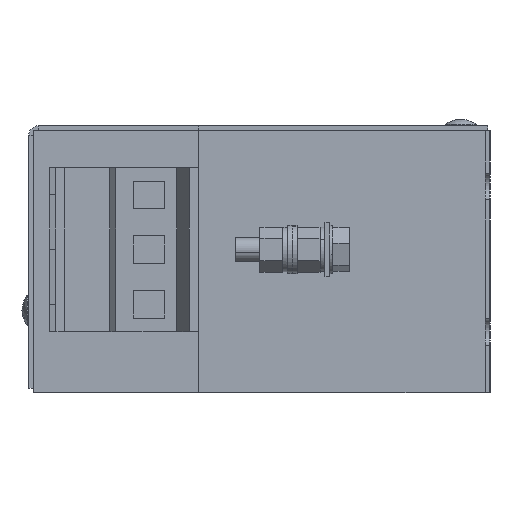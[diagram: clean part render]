
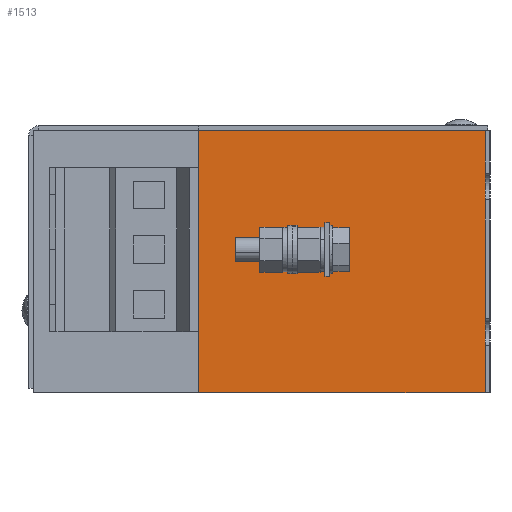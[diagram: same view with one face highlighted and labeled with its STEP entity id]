
A CAD part, left-side view. The second image highlights one B-rep face of the part: STEP entity #1513.
In plain terms, the highlighted planar face has unit normal (-1, 0, 0).
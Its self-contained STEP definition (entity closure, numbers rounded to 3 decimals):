
#83 = CARTESIAN_POINT ( 'NONE',  ( -120., 0., -27. ) ) ;
#95 = VERTEX_POINT ( 'NONE', #4735 ) ;
#137 = CARTESIAN_POINT ( 'NONE',  ( -120., 59., -27. ) ) ;
#341 = VERTEX_POINT ( 'NONE', #6646 ) ;
#510 = VECTOR ( 'NONE', #4694, 1000. ) ;
#619 = CARTESIAN_POINT ( 'NONE',  ( -120., 33., 8. ) ) ;
#711 = DIRECTION ( 'NONE',  ( 0., 0., 1. ) ) ;
#1159 = ORIENTED_EDGE ( 'NONE', *, *, #7067, .T. ) ;
#1451 = CARTESIAN_POINT ( 'NONE',  ( -120., 33., -27. ) ) ;
#1474 = ORIENTED_EDGE ( 'NONE', *, *, #8971, .F. ) ;
#1508 = DIRECTION ( 'NONE',  ( -1., 0., 0. ) ) ;
#1513 = ADVANCED_FACE ( 'NONE', ( #9691, #10492 ), #8838, .T. ) ;
#1677 = LINE ( 'NONE', #8149, #7193 ) ;
#1904 = ORIENTED_EDGE ( 'NONE', *, *, #10151, .T. ) ;
#1917 = VECTOR ( 'NONE', #7275, 1000. ) ;
#2040 = AXIS2_PLACEMENT_3D ( 'NONE', #83, #1508, #9002 ) ;
#2296 = LINE ( 'NONE', #2880, #10429 ) ;
#2298 = CARTESIAN_POINT ( 'NONE',  ( -120., 59., 27. ) ) ;
#2310 = ORIENTED_EDGE ( 'NONE', *, *, #8034, .F. ) ;
#2814 = CARTESIAN_POINT ( 'NONE',  ( -120., 32., -27. ) ) ;
#2838 = CARTESIAN_POINT ( 'NONE',  ( -120., 0., 27. ) ) ;
#2880 = CARTESIAN_POINT ( 'NONE',  ( -120., 0., -27. ) ) ;
#3221 = DIRECTION ( 'NONE',  ( 0., -1., 0. ) ) ;
#3238 = LINE ( 'NONE', #4041, #5140 ) ;
#3571 = EDGE_CURVE ( 'NONE', #6277, #8304, #4986, .T. ) ;
#3749 = VECTOR ( 'NONE', #711, 1000. ) ;
#3809 = CARTESIAN_POINT ( 'NONE',  ( -120., 32., -3. ) ) ;
#3824 = EDGE_LOOP ( 'NONE', ( #1904, #5213, #1474, #7691 ) ) ;
#4041 = CARTESIAN_POINT ( 'NONE',  ( -120., 59., -27. ) ) ;
#4124 = DIRECTION ( 'NONE',  ( 0., 1., 0. ) ) ;
#4163 = ORIENTED_EDGE ( 'NONE', *, *, #10007, .T. ) ;
#4354 = VERTEX_POINT ( 'NONE', #5872 ) ;
#4694 = DIRECTION ( 'NONE',  ( 0., -1., 0. ) ) ;
#4735 = CARTESIAN_POINT ( 'NONE',  ( -120., 33., -3. ) ) ;
#4829 = EDGE_LOOP ( 'NONE', ( #2310, #4163, #1159, #8158 ) ) ;
#4986 = LINE ( 'NONE', #9022, #7177 ) ;
#5140 = VECTOR ( 'NONE', #8772, 1000. ) ;
#5213 = ORIENTED_EDGE ( 'NONE', *, *, #3571, .F. ) ;
#5297 = VECTOR ( 'NONE', #7795, 1000. ) ;
#5383 = LINE ( 'NONE', #1451, #510 ) ;
#5493 = VERTEX_POINT ( 'NONE', #137 ) ;
#5537 = DIRECTION ( 'NONE',  ( 0., 0., 1. ) ) ;
#5872 = CARTESIAN_POINT ( 'NONE',  ( -120., 32., 8. ) ) ;
#6277 = VERTEX_POINT ( 'NONE', #2298 ) ;
#6283 = EDGE_CURVE ( 'NONE', #5493, #341, #5383, .T. ) ;
#6646 = CARTESIAN_POINT ( 'NONE',  ( -120., 0., -27. ) ) ;
#6988 = VERTEX_POINT ( 'NONE', #3809 ) ;
#7067 = EDGE_CURVE ( 'NONE', #95, #9864, #7984, .T. ) ;
#7177 = VECTOR ( 'NONE', #3221, 1000. ) ;
#7193 = VECTOR ( 'NONE', #4124, 1000. ) ;
#7275 = DIRECTION ( 'NONE',  ( 0., 1., 0. ) ) ;
#7691 = ORIENTED_EDGE ( 'NONE', *, *, #6283, .T. ) ;
#7795 = DIRECTION ( 'NONE',  ( 0., 0., 1. ) ) ;
#7984 = LINE ( 'NONE', #10490, #3749 ) ;
#8034 = EDGE_CURVE ( 'NONE', #6988, #4354, #10202, .T. ) ;
#8149 = CARTESIAN_POINT ( 'NONE',  ( -120., -1.001, -3. ) ) ;
#8158 = ORIENTED_EDGE ( 'NONE', *, *, #8914, .F. ) ;
#8304 = VERTEX_POINT ( 'NONE', #2838 ) ;
#8772 = DIRECTION ( 'NONE',  ( 0., 0., 1. ) ) ;
#8817 = LINE ( 'NONE', #8933, #1917 ) ;
#8838 = PLANE ( 'NONE',  #2040 ) ;
#8914 = EDGE_CURVE ( 'NONE', #4354, #9864, #8817, .T. ) ;
#8933 = CARTESIAN_POINT ( 'NONE',  ( -120., -1.001, 8. ) ) ;
#8971 = EDGE_CURVE ( 'NONE', #5493, #6277, #3238, .T. ) ;
#9002 = DIRECTION ( 'NONE',  ( 0., 0., 1. ) ) ;
#9022 = CARTESIAN_POINT ( 'NONE',  ( -120., 33., 27. ) ) ;
#9691 = FACE_BOUND ( 'NONE', #4829, .T. ) ;
#9864 = VERTEX_POINT ( 'NONE', #619 ) ;
#10007 = EDGE_CURVE ( 'NONE', #6988, #95, #1677, .T. ) ;
#10151 = EDGE_CURVE ( 'NONE', #341, #8304, #2296, .T. ) ;
#10202 = LINE ( 'NONE', #2814, #5297 ) ;
#10429 = VECTOR ( 'NONE', #5537, 1000. ) ;
#10490 = CARTESIAN_POINT ( 'NONE',  ( -120., 33., -27. ) ) ;
#10492 = FACE_OUTER_BOUND ( 'NONE', #3824, .T. ) ;
